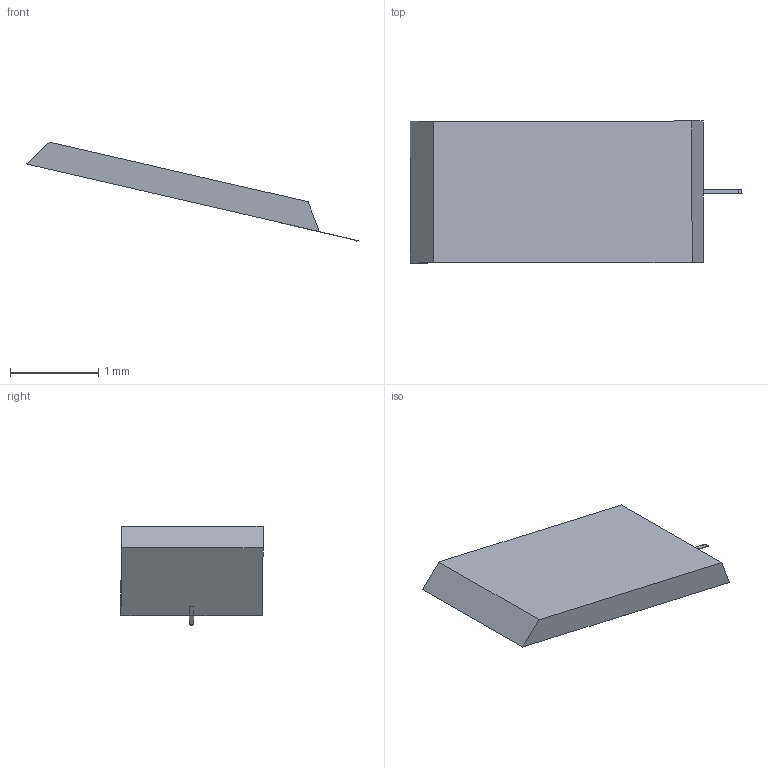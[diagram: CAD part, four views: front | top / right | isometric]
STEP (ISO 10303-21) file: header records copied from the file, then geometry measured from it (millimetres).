
FILE_DESCRIPTION(/* description */ (''),/* implementation_level */ '2;1');
FILE_NAME(/* name */ 'PartCantilever.step',/* time_stamp */ '2024-06-17T21:44:31-04:00',/* author */ (''),/* organization */ (''),/* preprocessor_version */ 'ST-DEVELOPER v20',/* originating_system */ 'Autodesk Translation Framework v12.20.1.177',/* authorisation */ '');
FILE_SCHEMA (('CONFIG_CONTROL_DESIGN','AUTOMOTIVE_DESIGN { 1 0 10303 214 3 1 1 }','MODEL_BASED_INTEGRATED_MANUFACTURING_SCHEMA'));
Length unit declared in the file: millimetre
Products named in the file (1): PartCantilever
Bounding box: 3.75 x 1.61 x 1.13 mm (x, y, z)
Volume: 1.5 mm3; surface area: 13.4 mm2
Topology: 1 solids, 1 shells, 21 faces, 47 edges, 28 vertices
Faces by surface type: plane 21
Entity records: 622 total; most frequent: CARTESIAN_POINT 97, ORIENTED_EDGE 94, DIRECTION 91, LINE 47, VECTOR 47, EDGE_CURVE 47, VERTEX_POINT 28, STYLED_ITEM 22
